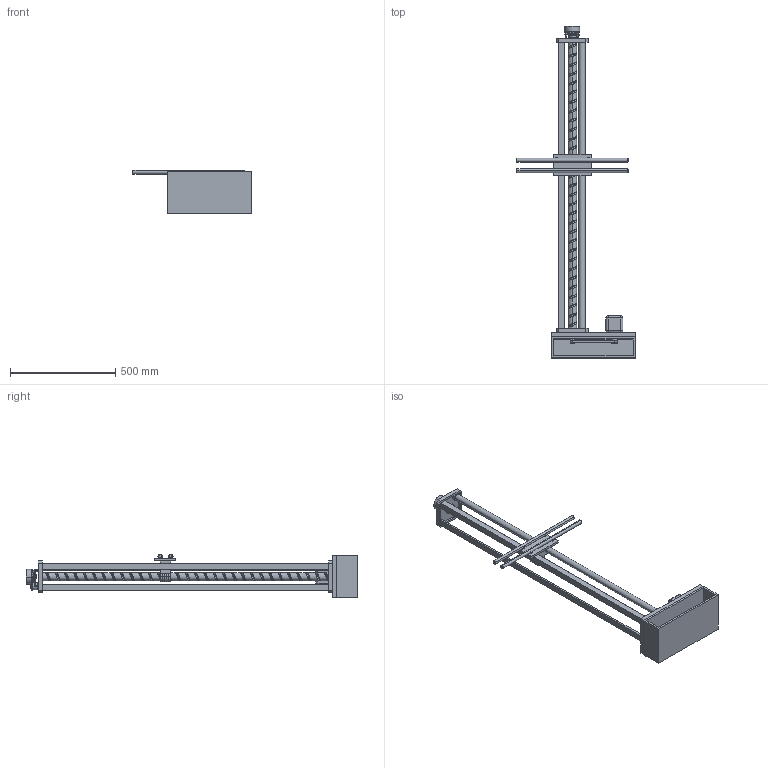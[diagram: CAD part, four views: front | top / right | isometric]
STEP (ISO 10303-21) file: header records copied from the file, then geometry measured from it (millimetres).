
FILE_DESCRIPTION (( 'STEP AP203' ), '1' );
FILE_NAME ('assembly g1.STEP', '2020-08-31T06:00:52', ( '' ), ( '' ), 'SwSTEP 2.0', 'SolidWorks 2020', '' );
FILE_SCHEMA (( 'CONFIG_CONTROL_DESIGN' ));
Length unit declared in the file: millimetre
Products named in the file (13): uv light; rplidar_main___ _________; guide rod; screwbase g; motor shaft; assembly g1; belt1; lead screw; base; Part3^assembly g1; support; motor; led rest plate g
Assembly tree (16 placements, depth 2):
  assembly g1
    base
    motor
    motor shaft
    screwbase g  x2
    lead screw
    support  x3
    led rest plate g
    guide rod
    belt1
    uv light  x2
    rplidar_main___ _________
    Part3^assembly g1
Bounding box: 565 x 1577.7 x 207 mm (x, y, z)
Volume: 10441351.7 mm3; surface area: 1822381.3 mm2
Topology: 16 solids, 16 shells, 579 faces, 1437 edges, 934 vertices
Faces by surface type: plane 327, cylinder 218, torus 22, sphere 8, bspline 4
Entity records: 30124 total; most frequent: CARTESIAN_POINT 16064, ORIENTED_EDGE 2638, DIRECTION 2569, EDGE_CURVE 1319, AXIS2_PLACEMENT_3D 868, VERTEX_POINT 862, VECTOR 833, LINE 833
